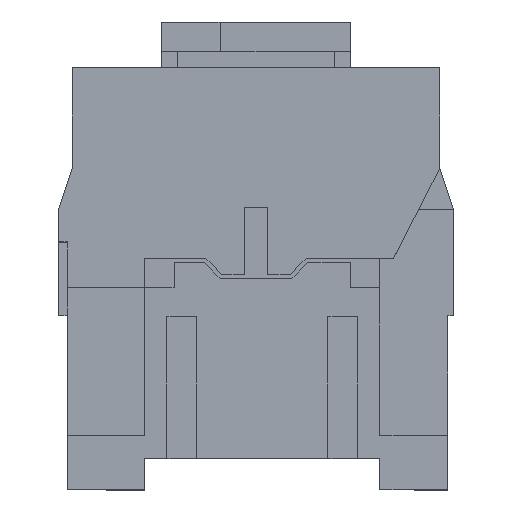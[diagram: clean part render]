
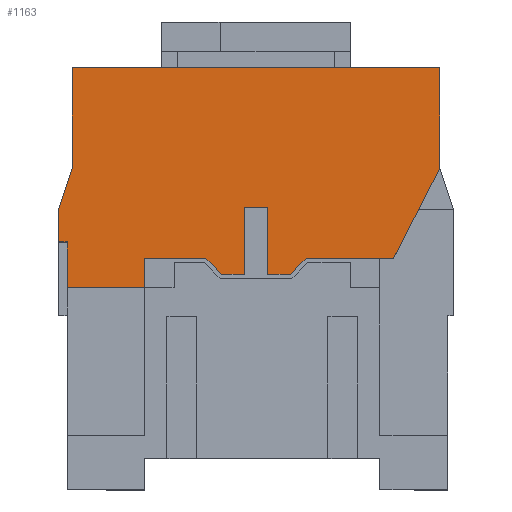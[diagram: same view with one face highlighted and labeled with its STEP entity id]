
A CAD part, top view. The second image highlights one B-rep face of the part: STEP entity #1163.
In plain terms, the highlighted planar face has unit normal (0, 0, 1).
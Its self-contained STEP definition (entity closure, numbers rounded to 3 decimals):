
#206 = DIRECTION ( 'NONE',  ( 0., 1., 0. ) ) ;
#209 = CARTESIAN_POINT ( 'NONE',  ( -32., 34.2, 45. ) ) ;
#223 = CARTESIAN_POINT ( 'NONE',  ( -8.5, 39.2, 45. ) ) ;
#225 = DIRECTION ( 'NONE',  ( -1., 0., 0. ) ) ;
#265 = CARTESIAN_POINT ( 'NONE',  ( -2., 47.8, 45. ) ) ;
#278 = DIRECTION ( 'NONE',  ( 0., -1., 0. ) ) ;
#290 = CARTESIAN_POINT ( 'NONE',  ( -18.9, 34.2, 45. ) ) ;
#297 = DIRECTION ( 'NONE',  ( -1., 0., 0. ) ) ;
#353 = CARTESIAN_POINT ( 'NONE',  ( 2., 47.8, 45. ) ) ;
#355 = DIRECTION ( 'NONE',  ( -1., 0., 0. ) ) ;
#373 = DIRECTION ( 'NONE',  ( -0.707, 0.707, 0. ) ) ;
#380 = CARTESIAN_POINT ( 'NONE',  ( -5.8, 36.5, 45. ) ) ;
#386 = CARTESIAN_POINT ( 'NONE',  ( 2., 36.5, 45. ) ) ;
#388 = DIRECTION ( 'NONE',  ( 0., 1., 0. ) ) ;
#445 = CARTESIAN_POINT ( 'NONE',  ( 23.3, 39.2, 45. ) ) ;
#446 = CARTESIAN_POINT ( 'NONE',  ( 8.5, 39.2, 45. ) ) ;
#447 = DIRECTION ( 'NONE',  ( -0.456, -0.89, 0. ) ) ;
#453 = CARTESIAN_POINT ( 'NONE',  ( 21., 39.2, 45. ) ) ;
#454 = DIRECTION ( 'NONE',  ( -1., 0., 0. ) ) ;
#467 = DIRECTION ( 'NONE',  ( -0.707, -0.707, 0. ) ) ;
#481 = CARTESIAN_POINT ( 'NONE',  ( 5.8, 36.5, 45. ) ) ;
#484 = DIRECTION ( 'NONE',  ( -1., 0., 0. ) ) ;
#498 = CARTESIAN_POINT ( 'NONE',  ( -2., 36.5, 45. ) ) ;
#515 = DIRECTION ( 'NONE',  ( -1., 0., 0. ) ) ;
#900 = CARTESIAN_POINT ( 'NONE',  ( -31.15, 71.5, 45. ) ) ;
#901 = DIRECTION ( 'NONE',  ( 1., 0., 0. ) ) ;
#1163 = ADVANCED_FACE ( 'NONE', ( #3884 ), #3533, .F. ) ;
#1588 = EDGE_LOOP ( 'NONE', ( #13213, #13214, #13215, #13216, #13217, #13218, #13219, #13220, #13221, #13222, #13223, #13224, #13225, #13226, #13227, #13228, #13229, #13230, #13231 ) ) ;
#1777 = LINE ( 'NONE', #445, #1780 ) ;
#1780 = VECTOR ( 'NONE', #447, 1000. ) ;
#1781 = LINE ( 'NONE', #446, #1800 ) ;
#1785 = LINE ( 'NONE', #453, #1788 ) ;
#1788 = VECTOR ( 'NONE', #454, 1000. ) ;
#1800 = VECTOR ( 'NONE', #467, 1000. ) ;
#1805 = LINE ( 'NONE', #481, #1808 ) ;
#1808 = VECTOR ( 'NONE', #484, 1000. ) ;
#1815 = LINE ( 'NONE', #498, #1821 ) ;
#1821 = VECTOR ( 'NONE', #515, 1000. ) ;
#2400 = LINE ( 'NONE', #12818, #2403 ) ;
#2403 = VECTOR ( 'NONE', #12819, 1000. ) ;
#2745 = LINE ( 'NONE', #900, #2748 ) ;
#2748 = VECTOR ( 'NONE', #901, 1000. ) ;
#3390 = VERTEX_POINT ( 'NONE', #13066 ) ;
#3393 = VERTEX_POINT ( 'NONE', #13069 ) ;
#3533 = PLANE ( 'NONE',  #9426 ) ;
#3552 = CARTESIAN_POINT ( 'NONE',  ( 0., 0., 45. ) ) ;
#3553 = DIRECTION ( 'NONE',  ( 0., 0., -1. ) ) ;
#3554 = DIRECTION ( 'NONE',  ( -1., 0., 0. ) ) ;
#3638 = EDGE_CURVE ( 'NONE', #4878, #4874, #6237, .T. ) ;
#3645 = EDGE_CURVE ( 'NONE', #4904, #4883, #6252, .T. ) ;
#3648 = EDGE_CURVE ( 'NONE', #4883, #4874, #6259, .T. ) ;
#3665 = EDGE_CURVE ( 'NONE', #4881, #3393, #6303, .T. ) ;
#3788 = EDGE_CURVE ( 'NONE', #3390, #4904, #6601, .T. ) ;
#3884 = FACE_OUTER_BOUND ( 'NONE', #1588, .T. ) ;
#4865 = VERTEX_POINT ( 'NONE', #5476 ) ;
#4866 = VERTEX_POINT ( 'NONE', #5477 ) ;
#4867 = VERTEX_POINT ( 'NONE', #5478 ) ;
#4868 = VERTEX_POINT ( 'NONE', #5479 ) ;
#4869 = VERTEX_POINT ( 'NONE', #5480 ) ;
#4870 = VERTEX_POINT ( 'NONE', #5481 ) ;
#4871 = VERTEX_POINT ( 'NONE', #5482 ) ;
#4872 = VERTEX_POINT ( 'NONE', #5483 ) ;
#4873 = VERTEX_POINT ( 'NONE', #5484 ) ;
#4874 = VERTEX_POINT ( 'NONE', #5485 ) ;
#4875 = VERTEX_POINT ( 'NONE', #5486 ) ;
#4877 = VERTEX_POINT ( 'NONE', #5488 ) ;
#4878 = VERTEX_POINT ( 'NONE', #5489 ) ;
#4879 = VERTEX_POINT ( 'NONE', #5490 ) ;
#4881 = VERTEX_POINT ( 'NONE', #5492 ) ;
#4883 = VERTEX_POINT ( 'NONE', #5494 ) ;
#4904 = VERTEX_POINT ( 'NONE', #5515 ) ;
#4924 = CARTESIAN_POINT ( 'NONE',  ( -32., 42., 45. ) ) ;
#4925 = DIRECTION ( 'NONE',  ( -1., 0., 0. ) ) ;
#4931 = CARTESIAN_POINT ( 'NONE',  ( -33.5, 47.5, 45. ) ) ;
#4940 = DIRECTION ( 'NONE',  ( -0.318, -0.948, 0. ) ) ;
#4941 = CARTESIAN_POINT ( 'NONE',  ( -33.5, 0., 45. ) ) ;
#4945 = DIRECTION ( 'NONE',  ( 0., -1., 0. ) ) ;
#4971 = CARTESIAN_POINT ( 'NONE',  ( 31.15, 54.5, 45. ) ) ;
#4981 = DIRECTION ( 'NONE',  ( 0., 1., 0. ) ) ;
#5424 = CARTESIAN_POINT ( 'NONE',  ( -31.15, 54.5, 45. ) ) ;
#5432 = DIRECTION ( 'NONE',  ( 0., -1., 0. ) ) ;
#5476 = CARTESIAN_POINT ( 'NONE',  ( 23.3, 39.2, 45. ) ) ;
#5477 = CARTESIAN_POINT ( 'NONE',  ( 8.5, 39.2, 45. ) ) ;
#5478 = CARTESIAN_POINT ( 'NONE',  ( 5.8, 36.5, 45. ) ) ;
#5479 = CARTESIAN_POINT ( 'NONE',  ( 2., 36.5, 45. ) ) ;
#5480 = CARTESIAN_POINT ( 'NONE',  ( 2., 47.8, 45. ) ) ;
#5481 = CARTESIAN_POINT ( 'NONE',  ( -2., 47.8, 45. ) ) ;
#5482 = CARTESIAN_POINT ( 'NONE',  ( -2., 36.5, 45. ) ) ;
#5483 = CARTESIAN_POINT ( 'NONE',  ( -5.8, 36.5, 45. ) ) ;
#5484 = CARTESIAN_POINT ( 'NONE',  ( -8.5, 39.2, 45. ) ) ;
#5485 = CARTESIAN_POINT ( 'NONE',  ( -33.5, 42., 45. ) ) ;
#5486 = CARTESIAN_POINT ( 'NONE',  ( -32., 34.2, 45. ) ) ;
#5488 = CARTESIAN_POINT ( 'NONE',  ( -18.9, 34.2, 45. ) ) ;
#5489 = CARTESIAN_POINT ( 'NONE',  ( -32., 42., 45. ) ) ;
#5490 = CARTESIAN_POINT ( 'NONE',  ( -18.9, 39.2, 45. ) ) ;
#5492 = CARTESIAN_POINT ( 'NONE',  ( 31.15, 54.5, 45. ) ) ;
#5494 = CARTESIAN_POINT ( 'NONE',  ( -33.5, 47.5, 45. ) ) ;
#5515 = CARTESIAN_POINT ( 'NONE',  ( -31.15, 54.5, 45. ) ) ;
#6237 = LINE ( 'NONE', #4924, #6242 ) ;
#6242 = VECTOR ( 'NONE', #4925, 1000. ) ;
#6252 = LINE ( 'NONE', #4931, #6257 ) ;
#6257 = VECTOR ( 'NONE', #4940, 1000. ) ;
#6259 = LINE ( 'NONE', #4941, #6267 ) ;
#6267 = VECTOR ( 'NONE', #4945, 1000. ) ;
#6303 = LINE ( 'NONE', #4971, #6308 ) ;
#6308 = VECTOR ( 'NONE', #4981, 1000. ) ;
#6601 = LINE ( 'NONE', #5424, #6610 ) ;
#6610 = VECTOR ( 'NONE', #5432, 1000. ) ;
#6689 = LINE ( 'NONE', #209, #6693 ) ;
#6693 = VECTOR ( 'NONE', #206, 1000. ) ;
#6706 = LINE ( 'NONE', #223, #6709 ) ;
#6709 = VECTOR ( 'NONE', #225, 1000. ) ;
#6766 = LINE ( 'NONE', #265, #6773 ) ;
#6773 = VECTOR ( 'NONE', #278, 1000. ) ;
#6780 = LINE ( 'NONE', #290, #6796 ) ;
#6796 = VECTOR ( 'NONE', #297, 1000. ) ;
#6856 = LINE ( 'NONE', #353, #6859 ) ;
#6859 = VECTOR ( 'NONE', #355, 1000. ) ;
#6882 = LINE ( 'NONE', #380, #6894 ) ;
#6894 = VECTOR ( 'NONE', #373, 1000. ) ;
#6895 = LINE ( 'NONE', #386, #6897 ) ;
#6897 = VECTOR ( 'NONE', #388, 1000. ) ;
#8640 = EDGE_CURVE ( 'NONE', #4875, #4878, #6689, .T. ) ;
#8648 = EDGE_CURVE ( 'NONE', #4873, #4879, #6706, .T. ) ;
#8682 = EDGE_CURVE ( 'NONE', #4870, #4871, #6766, .T. ) ;
#8693 = EDGE_CURVE ( 'NONE', #4877, #4875, #6780, .T. ) ;
#8738 = EDGE_CURVE ( 'NONE', #4869, #4870, #6856, .T. ) ;
#8762 = EDGE_CURVE ( 'NONE', #4872, #4873, #6882, .T. ) ;
#8765 = EDGE_CURVE ( 'NONE', #4868, #4869, #6895, .T. ) ;
#8818 = EDGE_CURVE ( 'NONE', #4881, #4865, #1777, .T. ) ;
#8825 = EDGE_CURVE ( 'NONE', #4865, #4866, #1785, .T. ) ;
#8837 = EDGE_CURVE ( 'NONE', #4866, #4867, #1781, .T. ) ;
#8844 = EDGE_CURVE ( 'NONE', #4867, #4868, #1805, .T. ) ;
#8852 = EDGE_CURVE ( 'NONE', #4871, #4872, #1815, .T. ) ;
#9140 = EDGE_CURVE ( 'NONE', #4879, #4877, #2400, .T. ) ;
#9274 = EDGE_CURVE ( 'NONE', #3390, #3393, #2745, .T. ) ;
#9426 = AXIS2_PLACEMENT_3D ( 'NONE', #3552, #3553, #3554 ) ;
#12818 = CARTESIAN_POINT ( 'NONE',  ( -18.9, 39.2, 45. ) ) ;
#12819 = DIRECTION ( 'NONE',  ( 0., -1., 0. ) ) ;
#13066 = CARTESIAN_POINT ( 'NONE',  ( -31.15, 71.5, 45. ) ) ;
#13069 = CARTESIAN_POINT ( 'NONE',  ( 31.15, 71.5, 45. ) ) ;
#13213 = ORIENTED_EDGE ( 'NONE', *, *, #9274, .F. ) ;
#13214 = ORIENTED_EDGE ( 'NONE', *, *, #3788, .T. ) ;
#13215 = ORIENTED_EDGE ( 'NONE', *, *, #3645, .T. ) ;
#13216 = ORIENTED_EDGE ( 'NONE', *, *, #3648, .T. ) ;
#13217 = ORIENTED_EDGE ( 'NONE', *, *, #3638, .F. ) ;
#13218 = ORIENTED_EDGE ( 'NONE', *, *, #8640, .F. ) ;
#13219 = ORIENTED_EDGE ( 'NONE', *, *, #8693, .F. ) ;
#13220 = ORIENTED_EDGE ( 'NONE', *, *, #9140, .F. ) ;
#13221 = ORIENTED_EDGE ( 'NONE', *, *, #8648, .F. ) ;
#13222 = ORIENTED_EDGE ( 'NONE', *, *, #8762, .F. ) ;
#13223 = ORIENTED_EDGE ( 'NONE', *, *, #8852, .F. ) ;
#13224 = ORIENTED_EDGE ( 'NONE', *, *, #8682, .F. ) ;
#13225 = ORIENTED_EDGE ( 'NONE', *, *, #8738, .F. ) ;
#13226 = ORIENTED_EDGE ( 'NONE', *, *, #8765, .F. ) ;
#13227 = ORIENTED_EDGE ( 'NONE', *, *, #8844, .F. ) ;
#13228 = ORIENTED_EDGE ( 'NONE', *, *, #8837, .F. ) ;
#13229 = ORIENTED_EDGE ( 'NONE', *, *, #8825, .F. ) ;
#13230 = ORIENTED_EDGE ( 'NONE', *, *, #8818, .F. ) ;
#13231 = ORIENTED_EDGE ( 'NONE', *, *, #3665, .T. ) ;
